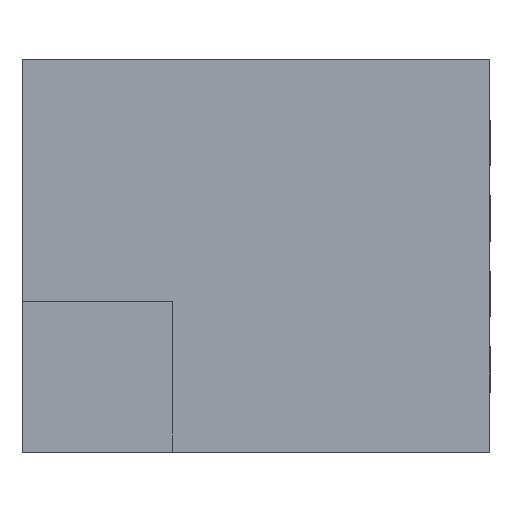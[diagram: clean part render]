
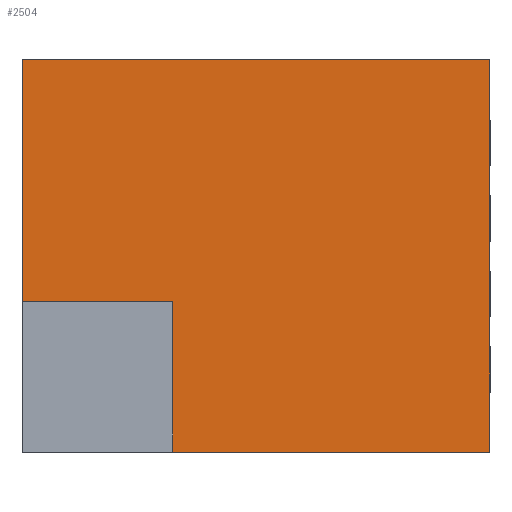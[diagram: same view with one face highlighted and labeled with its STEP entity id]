
A CAD part, top view. The second image highlights one B-rep face of the part: STEP entity #2504.
In plain terms, the highlighted planar face has unit normal (0, 0, 1).
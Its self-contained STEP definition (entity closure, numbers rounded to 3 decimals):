
#180 = DIRECTION ( 'NONE',  ( 1., 0., 0. ) ) ;
#190 = FACE_OUTER_BOUND ( 'NONE', #760, .T. ) ;
#203 = CARTESIAN_POINT ( 'NONE',  ( 0., 0., 1. ) ) ;
#435 = VERTEX_POINT ( 'NONE', #3486 ) ;
#453 = ORIENTED_EDGE ( 'NONE', *, *, #3266, .F. ) ;
#673 = VERTEX_POINT ( 'NONE', #3669 ) ;
#760 = EDGE_LOOP ( 'NONE', ( #453, #2609, #1345, #2564 ) ) ;
#767 = CARTESIAN_POINT ( 'NONE',  ( 0., 0., 1. ) ) ;
#1345 = ORIENTED_EDGE ( 'NONE', *, *, #1781, .T. ) ;
#1450 = CARTESIAN_POINT ( 'NONE',  ( 3.1, 0., 1. ) ) ;
#1577 = VERTEX_POINT ( 'NONE', #4601 ) ;
#1609 = DIRECTION ( 'NONE',  ( 1., 0., 0. ) ) ;
#1669 = VECTOR ( 'NONE', #1609, 1000. ) ;
#1728 = CARTESIAN_POINT ( 'NONE',  ( 3.1, 0., 1. ) ) ;
#1781 = EDGE_CURVE ( 'NONE', #435, #1577, #2687, .T. ) ;
#2128 = EDGE_CURVE ( 'NONE', #435, #673, #3522, .T. ) ;
#2352 = VECTOR ( 'NONE', #180, 1000. ) ;
#2469 = LINE ( 'NONE', #203, #2352 ) ;
#2504 = ADVANCED_FACE ( 'NONE', ( #190 ), #3287, .T. ) ;
#2564 = ORIENTED_EDGE ( 'NONE', *, *, #3402, .T. ) ;
#2609 = ORIENTED_EDGE ( 'NONE', *, *, #2128, .F. ) ;
#2687 = LINE ( 'NONE', #767, #3931 ) ;
#2925 = CARTESIAN_POINT ( 'NONE',  ( 0., 0., 1. ) ) ;
#3266 = EDGE_CURVE ( 'NONE', #673, #3422, #4799, .T. ) ;
#3287 = PLANE ( 'NONE',  #4652 ) ;
#3361 = DIRECTION ( 'NONE',  ( 0., -1., 0. ) ) ;
#3402 = EDGE_CURVE ( 'NONE', #1577, #3422, #2469, .T. ) ;
#3404 = VECTOR ( 'NONE', #3759, 1000. ) ;
#3422 = VERTEX_POINT ( 'NONE', #1728 ) ;
#3486 = CARTESIAN_POINT ( 'NONE',  ( 0., 2.6, 1. ) ) ;
#3522 = LINE ( 'NONE', #4262, #1669 ) ;
#3669 = CARTESIAN_POINT ( 'NONE',  ( 3.1, 2.6, 1. ) ) ;
#3759 = DIRECTION ( 'NONE',  ( 0., -1., 0. ) ) ;
#3931 = VECTOR ( 'NONE', #3361, 1000. ) ;
#3992 = DIRECTION ( 'NONE',  ( 1., 0., 0. ) ) ;
#4262 = CARTESIAN_POINT ( 'NONE',  ( 0., 2.6, 1. ) ) ;
#4601 = CARTESIAN_POINT ( 'NONE',  ( 0., 0., 1. ) ) ;
#4652 = AXIS2_PLACEMENT_3D ( 'NONE', #2925, #4712, #3992 ) ;
#4712 = DIRECTION ( 'NONE',  ( 0., 0., 1. ) ) ;
#4799 = LINE ( 'NONE', #1450, #3404 ) ;
